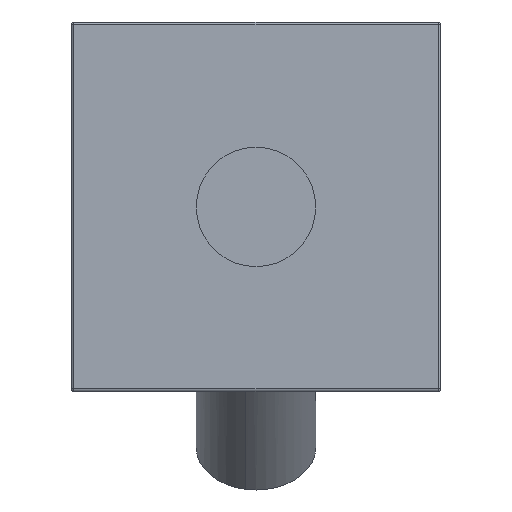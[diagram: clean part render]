
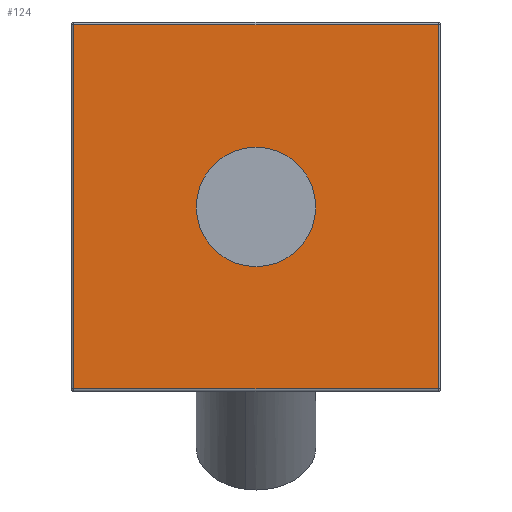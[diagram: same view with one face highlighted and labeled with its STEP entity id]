
A CAD part, left-side view. The second image highlights one B-rep face of the part: STEP entity #124.
In plain terms, the highlighted planar face has unit normal (-1, 0, 0).
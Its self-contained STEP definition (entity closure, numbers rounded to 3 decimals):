
#22=(
BOUNDED_CURVE()
B_SPLINE_CURVE(3,(#883,#884,#885,#882),.UNSPECIFIED.,.F.,.F.)
B_SPLINE_CURVE_WITH_KNOTS((4,4),(0.,1.),.UNSPECIFIED.)
CURVE()
GEOMETRIC_REPRESENTATION_ITEM()
RATIONAL_B_SPLINE_CURVE((1.,1.,1.,1.))
REPRESENTATION_ITEM('')
);
#24=FACE_BOUND('',#481,.T.);
#52=VECTOR('',#1063,62.5);
#53=VECTOR('',#1062,62.5);
#54=VECTOR('',#1057,62.5);
#80=LINE('',#890,#52);
#81=LINE('',#891,#53);
#82=LINE('',#882,#54);
#124=ADVANCED_FACE('extract',(#160,#24),#845,.T.);
#160=FACE_OUTER_BOUND('',#480,.T.);
#247=ORIENTED_EDGE('',*,*,#360,.F.);
#248=ORIENTED_EDGE('',*,*,#361,.F.);
#249=ORIENTED_EDGE('',*,*,#362,.F.);
#250=ORIENTED_EDGE('',*,*,#348,.F.);
#251=ORIENTED_EDGE('',*,*,#318,.F.);
#252=ORIENTED_EDGE('',*,*,#317,.F.);
#317=EDGE_CURVE('1',#422,#423,#387,.T.);
#318=EDGE_CURVE('2',#423,#422,#388,.T.);
#348=EDGE_CURVE('32',#443,#442,#22,.T.);
#360=EDGE_CURVE('44',#448,#443,#80,.T.);
#361=EDGE_CURVE('45',#449,#448,#81,.T.);
#362=EDGE_CURVE('46',#442,#449,#82,.T.);
#387=CIRCLE('',#987,10.248);
#388=CIRCLE('',#988,10.248);
#422=VERTEX_POINT('1',#852);
#423=VERTEX_POINT('2',#853);
#442=VERTEX_POINT('21',#882);
#443=VERTEX_POINT('22',#883);
#448=VERTEX_POINT('27',#890);
#449=VERTEX_POINT('28',#891);
#480=EDGE_LOOP('',(#247,#248,#249,#250));
#481=EDGE_LOOP('',(#251,#252));
#845=PLANE('',#1027);
#852=CARTESIAN_POINT('',(19.85,1.28,21.658));
#853=CARTESIAN_POINT('',(19.85,-2.28,41.842));
#854=CARTESIAN_POINT('',(19.85,-0.5,31.75));
#882=CARTESIAN_POINT('',(19.85,30.75,0.5));
#883=CARTESIAN_POINT('',(19.85,-31.75,0.5));
#884=CARTESIAN_POINT('',(19.85,-10.917,0.5));
#885=CARTESIAN_POINT('',(19.85,9.917,0.5));
#890=CARTESIAN_POINT('',(19.85,-31.75,63.));
#891=CARTESIAN_POINT('',(19.85,30.75,63.));
#987=AXIS2_PLACEMENT_3D('',#854,#1059,#1060);
#988=AXIS2_PLACEMENT_3D('',#854,#1059,#1061);
#1027=AXIS2_PLACEMENT_3D('',#883,#1059,#1057);
#1057=DIRECTION('',(0.,0.,1.));
#1059=DIRECTION('',(-1.,0.,0.));
#1060=DIRECTION('',(0.,0.174,-0.985));
#1061=DIRECTION('',(0.,-0.174,0.985));
#1062=DIRECTION('',(0.,-1.,0.));
#1063=DIRECTION('',(0.,0.,-1.));
